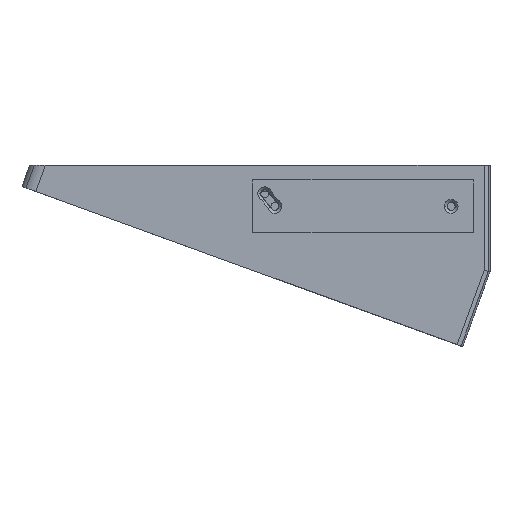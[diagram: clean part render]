
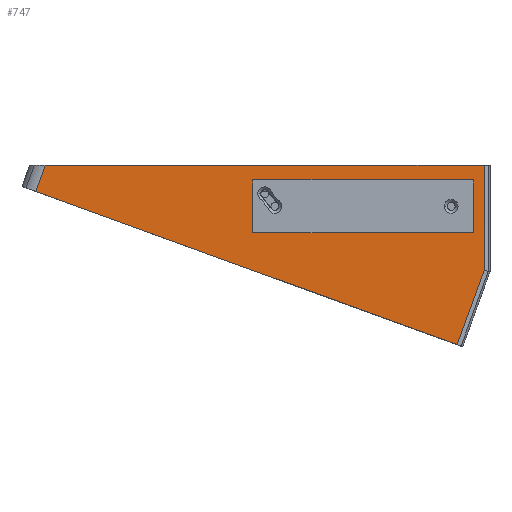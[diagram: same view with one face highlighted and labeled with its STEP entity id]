
A CAD part, left-side view. The second image highlights one B-rep face of the part: STEP entity #747.
In plain terms, the highlighted planar face has unit normal (-1, 0, 0).
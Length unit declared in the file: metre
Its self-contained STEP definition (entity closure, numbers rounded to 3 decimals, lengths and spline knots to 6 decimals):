
#747=ADVANCED_FACE('6:3215',(#2438,#2439),#2440,.F.);
#2438=FACE_OUTER_BOUND('',#19447,.T.);
#2439=FACE_BOUND('',#19448,.T.);
#2440=PLANE('',#19449);
#19447=EDGE_LOOP('',(#29937,#29938,#29939,#29940,#29941));
#19448=EDGE_LOOP('',(#29942,#29943,#29944,#29945));
#19449=AXIS2_PLACEMENT_3D('',#29946,#29947,#29948);
#29937=ORIENTED_EDGE('',*,*,#32835,.F.);
#29938=ORIENTED_EDGE('',*,*,#34419,.T.);
#29939=ORIENTED_EDGE('',*,*,#34420,.F.);
#29940=ORIENTED_EDGE('',*,*,#34362,.T.);
#29941=ORIENTED_EDGE('',*,*,#34365,.F.);
#29942=ORIENTED_EDGE('',*,*,#34162,.T.);
#29943=ORIENTED_EDGE('',*,*,#34160,.T.);
#29944=ORIENTED_EDGE('',*,*,#34158,.T.);
#29945=ORIENTED_EDGE('',*,*,#34155,.T.);
#29946=CARTESIAN_POINT('',(-0.076579,-0.010537,-0.010248));
#29947=DIRECTION('',(1.0,0.,0.));
#29948=DIRECTION('',(0.,0.707,-0.707));
#32835=EDGE_CURVE('6:6719',#35707,#35709,#35710,.T.);
#34155=EDGE_CURVE('6:5693',#37934,#37935,#37936,.T.);
#34158=EDGE_CURVE('6:5702',#37939,#37934,#37940,.F.);
#34160=EDGE_CURVE('6:5708',#37942,#37939,#37943,.T.);
#34162=EDGE_CURVE('6:5714',#37935,#37942,#37945,.F.);
#34362=EDGE_CURVE('6:6494',#38197,#38195,#38198,.T.);
#34365=EDGE_CURVE('6:6506',#35709,#38195,#38201,.T.);
#34419=EDGE_CURVE('6:6722',#35707,#38271,#38272,.T.);
#34420=EDGE_CURVE('6:6725',#38197,#38271,#38273,.T.);
#35707=VERTEX_POINT('',#40520);
#35709=VERTEX_POINT('',#40522);
#35710=LINE('',#40523,#40524);
#37934=VERTEX_POINT('',#44582);
#37935=VERTEX_POINT('',#44583);
#37936=LINE('',#44584,#44585);
#37939=VERTEX_POINT('',#44590);
#37940=LINE('',#44591,#44592);
#37942=VERTEX_POINT('',#44595);
#37943=LINE('',#44596,#44597);
#37945=LINE('',#44600,#44601);
#38195=VERTEX_POINT('',#45042);
#38197=VERTEX_POINT('',#45044);
#38198=LINE('',#45045,#45046);
#38201=LINE('',#45050,#45051);
#38271=VERTEX_POINT('',#45151);
#38272=LINE('',#45152,#45153);
#38273=LINE('',#45154,#45155);
#40520=CARTESIAN_POINT('',(-0.076579,-0.089939,-0.003));
#40522=CARTESIAN_POINT('',(-0.076579,-0.089939,-0.038869));
#40523=CARTESIAN_POINT('',(-0.076579,-0.089939,-0.021414));
#40524=VECTOR('',#47489,1.0);
#44582=CARTESIAN_POINT('',(-0.076579,-0.011209,-0.026));
#44583=CARTESIAN_POINT('',(-0.076579,-0.011209,-0.008));
#44584=CARTESIAN_POINT('',(-0.076579,-0.011209,-0.0095));
#44585=VECTOR('',#50107,1.0);
#44590=CARTESIAN_POINT('',(-0.076579,-0.086209,-0.026));
#44591=CARTESIAN_POINT('',(-0.076579,-0.023905,-0.026));
#44592=VECTOR('',#50110,1.0);
#44595=CARTESIAN_POINT('',(-0.076579,-0.086209,-0.008));
#44596=CARTESIAN_POINT('',(-0.076579,-0.086209,-0.0095));
#44597=VECTOR('',#50112,1.0);
#44600=CARTESIAN_POINT('',(-0.076579,-0.023905,-0.008));
#44601=VECTOR('',#50114,1.0);
#45042=CARTESIAN_POINT('',(-0.076579,-0.080755,-0.064103));
#45044=CARTESIAN_POINT('',(-0.076579,0.062736,-0.011877));
#45045=CARTESIAN_POINT('',(-0.076579,0.002779,-0.033699));
#45046=VECTOR('',#50585,1.0);
#45050=CARTESIAN_POINT('',(-0.076579,-0.089422,-0.040289));
#45051=VECTOR('',#50590,1.0);
#45151=CARTESIAN_POINT('',(-0.076579,0.059505,-0.003));
#45152=CARTESIAN_POINT('',(-0.076579,-0.012297,-0.003));
#45153=VECTOR('',#50690,1.0);
#45154=CARTESIAN_POINT('',(-0.076579,0.061252,-0.007799));
#45155=VECTOR('',#50691,1.0);
#47489=DIRECTION('',(0.,0.,-1.0));
#50107=DIRECTION('',(0.,0.,1.0));
#50110=DIRECTION('',(0.,-1.0,-0.0));
#50112=DIRECTION('',(0.0,0.0,-1.0));
#50114=DIRECTION('',(0.,1.0,0.0));
#50585=DIRECTION('',(0.,-0.94,-0.342));
#50590=DIRECTION('',(0.,0.342,-0.94));
#50690=DIRECTION('',(0.,1.0,0.0));
#50691=DIRECTION('',(0.,-0.342,0.94));
